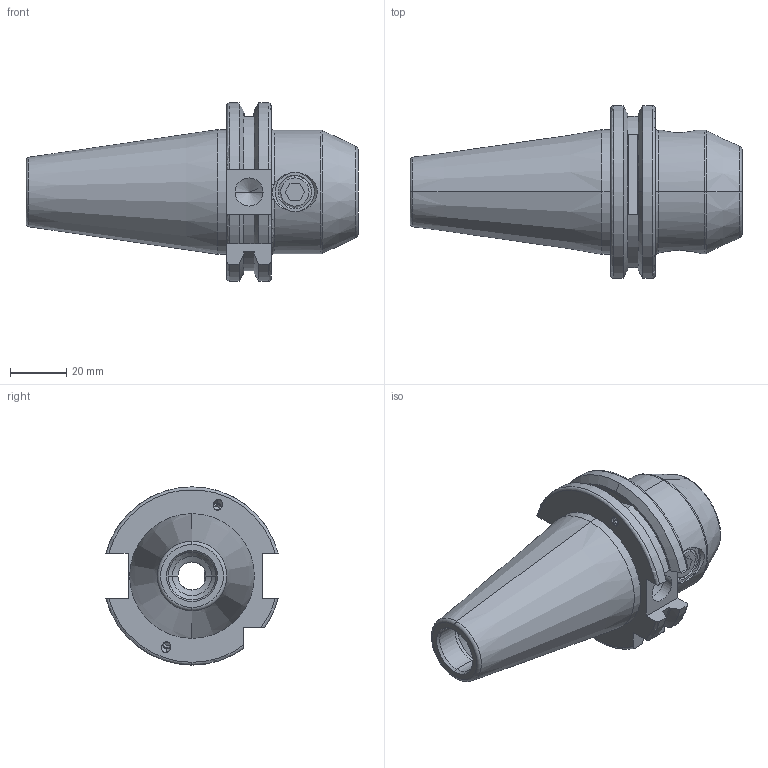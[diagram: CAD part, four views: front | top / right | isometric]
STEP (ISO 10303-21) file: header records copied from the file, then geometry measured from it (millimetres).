
FILE_DESCRIPTION (( 'STEP AP203' ), '1' );
FILE_NAME ('91406-WE7 14050.STEP', '2015-09-04T11:10:04', ( '' ), ( '' ), 'SwSTEP 2.0', 'SolidWorks 2009', '' );
FILE_SCHEMA (( 'CONFIG_CONTROL_DESIGN' ));
Length unit declared in the file: millimetre
Products named in the file (4): SK40 EM 14 050 FTC WW; 91406-WE7 14050; M12X16_ISO 4026 - M12 x 12-N; Copy of M4X4_DIN 913 - M4 x 4-N
Assembly tree (6 placements, depth 2):
  91406-WE7 14050
    Copy of M4X4_DIN 913 - M4 x 4-N  x4
    M12X16_ISO 4026 - M12 x 12-N
    SK40 EM 14 050 FTC WW
Bounding box: 118.4 x 61.48 x 63.55 mm (x, y, z)
Volume: 136331.3 mm3; surface area: 27889.6 mm2
Topology: 6 solids, 6 shells, 193 faces, 470 edges, 295 vertices
Faces by surface type: plane 70, cylinder 52, cone 48, torus 19, sphere 2, bspline 2
Entity records: 5458 total; most frequent: CARTESIAN_POINT 1432, DIRECTION 762, ORIENTED_EDGE 734, EDGE_CURVE 367, AXIS2_PLACEMENT_3D 302, VERTEX_POINT 232, EDGE_LOOP 167, LINE 158
